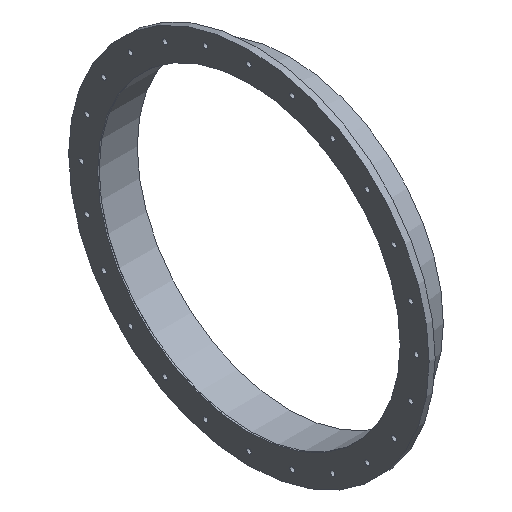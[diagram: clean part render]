
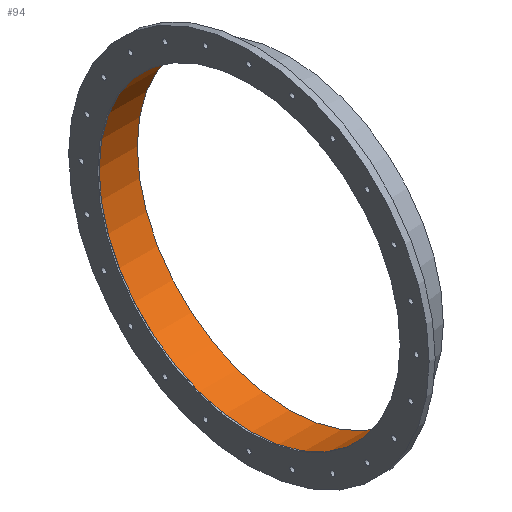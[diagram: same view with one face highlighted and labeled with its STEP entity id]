
A CAD part, isometric view. The second image highlights one B-rep face of the part: STEP entity #94.
In plain terms, the highlighted cylindrical face has radius 300 mm (diameter 600 mm), a full revolution.
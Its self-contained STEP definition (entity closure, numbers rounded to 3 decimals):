
#94 = ADVANCED_FACE( '', ( #261, #262 ), #263, .F. );
#261 = FACE_OUTER_BOUND( '', #444, .T. );
#262 = FACE_OUTER_BOUND( '', #445, .T. );
#263 = CYLINDRICAL_SURFACE( '', #446, 300. );
#444 = EDGE_LOOP( '', ( #659 ) );
#445 = EDGE_LOOP( '', ( #660 ) );
#446 = AXIS2_PLACEMENT_3D( '', #661, #662, #663 );
#659 = ORIENTED_EDGE( '', *, *, #809, .T. );
#660 = ORIENTED_EDGE( '', *, *, #799, .F. );
#661 = CARTESIAN_POINT( '', ( 80., 0., 0. ) );
#662 = DIRECTION( '', ( -1., 0., 0. ) );
#663 = DIRECTION( '', ( 0., 0., -1. ) );
#799 = EDGE_CURVE( '', #940, #940, #941, .T. );
#809 = EDGE_CURVE( '', #952, #952, #953, .T. );
#940 = VERTEX_POINT( '', #1084 );
#941 = CIRCLE( '', #1085, 300. );
#952 = VERTEX_POINT( '', #1096 );
#953 = CIRCLE( '', #1097, 300. );
#1084 = CARTESIAN_POINT( '', ( 3., 0., -300. ) );
#1085 = AXIS2_PLACEMENT_3D( '', #1271, #1272, #1273 );
#1096 = CARTESIAN_POINT( '', ( 80., 0., -300. ) );
#1097 = AXIS2_PLACEMENT_3D( '', #1277, #1278, #1279 );
#1271 = CARTESIAN_POINT( '', ( 3., 0., 0. ) );
#1272 = DIRECTION( '', ( 1., 0., 0. ) );
#1273 = DIRECTION( '', ( 0., 0., -1. ) );
#1277 = CARTESIAN_POINT( '', ( 80., 0., 0. ) );
#1278 = DIRECTION( '', ( 1., 0., 0. ) );
#1279 = DIRECTION( '', ( 0., 0., -1. ) );
